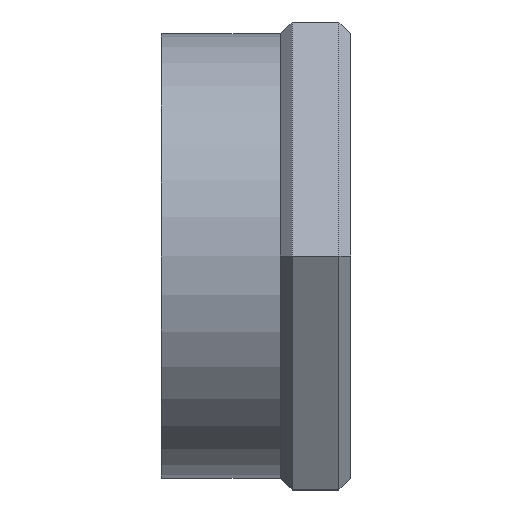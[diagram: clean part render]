
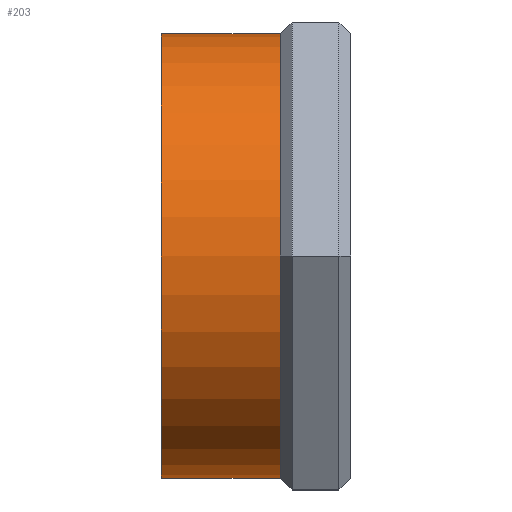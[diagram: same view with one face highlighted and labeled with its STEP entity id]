
A CAD part, left-side view. The second image highlights one B-rep face of the part: STEP entity #203.
In plain terms, the highlighted cylindrical face has radius 19 mm (diameter 38 mm), a partial arc.
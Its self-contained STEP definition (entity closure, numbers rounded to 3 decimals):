
#12 = CARTESIAN_POINT ( 'NONE',  ( 0., 0., -19. ) ) ;
#35 = VERTEX_POINT ( 'NONE', #2658 ) ;
#118 = EDGE_LOOP ( 'NONE', ( #1577, #599, #2208, #2109, #1235, #980 ) ) ;
#164 = CARTESIAN_POINT ( 'NONE',  ( 0., 3.85, 0. ) ) ;
#203 = ADVANCED_FACE ( 'NONE', ( #472 ), #1356, .T. ) ;
#341 = CARTESIAN_POINT ( 'NONE',  ( -16.454, 3.85, 9.5 ) ) ;
#472 = FACE_OUTER_BOUND ( 'NONE', #118, .T. ) ;
#533 = CARTESIAN_POINT ( 'NONE',  ( 0., 0., 0. ) ) ;
#599 = ORIENTED_EDGE ( 'NONE', *, *, #618, .T. ) ;
#618 = EDGE_CURVE ( 'NONE', #2680, #2374, #1364, .T. ) ;
#652 = EDGE_CURVE ( 'NONE', #35, #2053, #1885, .T. ) ;
#743 = CARTESIAN_POINT ( 'NONE',  ( 0., 3.85, 0. ) ) ;
#804 = EDGE_CURVE ( 'NONE', #1037, #2539, #1051, .T. ) ;
#831 = DIRECTION ( 'NONE',  ( 0., 1., 0. ) ) ;
#980 = ORIENTED_EDGE ( 'NONE', *, *, #804, .T. ) ;
#1037 = VERTEX_POINT ( 'NONE', #341 ) ;
#1051 = CIRCLE ( 'NONE', #2444, 19. ) ;
#1158 = CIRCLE ( 'NONE', #2464, 19. ) ;
#1235 = ORIENTED_EDGE ( 'NONE', *, *, #2725, .T. ) ;
#1265 = DIRECTION ( 'NONE',  ( 0., -1., 0. ) ) ;
#1299 = VECTOR ( 'NONE', #1785, 1000. ) ;
#1356 = CYLINDRICAL_SURFACE ( 'NONE', #2020, 19. ) ;
#1364 = CIRCLE ( 'NONE', #2070, 19. ) ;
#1513 = LINE ( 'NONE', #1742, #1299 ) ;
#1556 = CARTESIAN_POINT ( 'NONE',  ( 0., 14.021, 19. ) ) ;
#1577 = ORIENTED_EDGE ( 'NONE', *, *, #2416, .F. ) ;
#1713 = DIRECTION ( 'NONE',  ( 0., 0., -1. ) ) ;
#1742 = CARTESIAN_POINT ( 'NONE',  ( 0., 0., 19. ) ) ;
#1768 = CARTESIAN_POINT ( 'NONE',  ( 0., 3.85, 0. ) ) ;
#1785 = DIRECTION ( 'NONE',  ( 0., -1., 0. ) ) ;
#1885 = CIRCLE ( 'NONE', #2634, 19. ) ;
#1952 = CARTESIAN_POINT ( 'NONE',  ( 0., 3.85, 19. ) ) ;
#2020 = AXIS2_PLACEMENT_3D ( 'NONE', #533, #2771, #2533 ) ;
#2053 = VERTEX_POINT ( 'NONE', #2664 ) ;
#2070 = AXIS2_PLACEMENT_3D ( 'NONE', #2376, #1265, #2155 ) ;
#2109 = ORIENTED_EDGE ( 'NONE', *, *, #652, .T. ) ;
#2155 = DIRECTION ( 'NONE',  ( 0., 0., -1. ) ) ;
#2181 = DIRECTION ( 'NONE',  ( 0., 1., 0. ) ) ;
#2208 = ORIENTED_EDGE ( 'NONE', *, *, #2454, .T. ) ;
#2255 = DIRECTION ( 'NONE',  ( 0., 1., 0. ) ) ;
#2329 = CARTESIAN_POINT ( 'NONE',  ( 0., 14.021, -19. ) ) ;
#2374 = VERTEX_POINT ( 'NONE', #2329 ) ;
#2375 = VECTOR ( 'NONE', #2862, 1000. ) ;
#2376 = CARTESIAN_POINT ( 'NONE',  ( 0., 14.021, 0. ) ) ;
#2416 = EDGE_CURVE ( 'NONE', #2680, #2539, #1513, .T. ) ;
#2444 = AXIS2_PLACEMENT_3D ( 'NONE', #1768, #2181, #2667 ) ;
#2454 = EDGE_CURVE ( 'NONE', #2374, #35, #2628, .T. ) ;
#2464 = AXIS2_PLACEMENT_3D ( 'NONE', #743, #2255, #2504 ) ;
#2504 = DIRECTION ( 'NONE',  ( 0., 0., -1. ) ) ;
#2533 = DIRECTION ( 'NONE',  ( 0., 0., -1. ) ) ;
#2539 = VERTEX_POINT ( 'NONE', #1952 ) ;
#2628 = LINE ( 'NONE', #12, #2375 ) ;
#2634 = AXIS2_PLACEMENT_3D ( 'NONE', #164, #831, #1713 ) ;
#2658 = CARTESIAN_POINT ( 'NONE',  ( 0., 3.85, -19. ) ) ;
#2664 = CARTESIAN_POINT ( 'NONE',  ( -16.454, 3.85, -9.5 ) ) ;
#2667 = DIRECTION ( 'NONE',  ( 0., 0., -1. ) ) ;
#2680 = VERTEX_POINT ( 'NONE', #1556 ) ;
#2725 = EDGE_CURVE ( 'NONE', #2053, #1037, #1158, .T. ) ;
#2771 = DIRECTION ( 'NONE',  ( 0., -1., 0. ) ) ;
#2862 = DIRECTION ( 'NONE',  ( 0., -1., 0. ) ) ;
